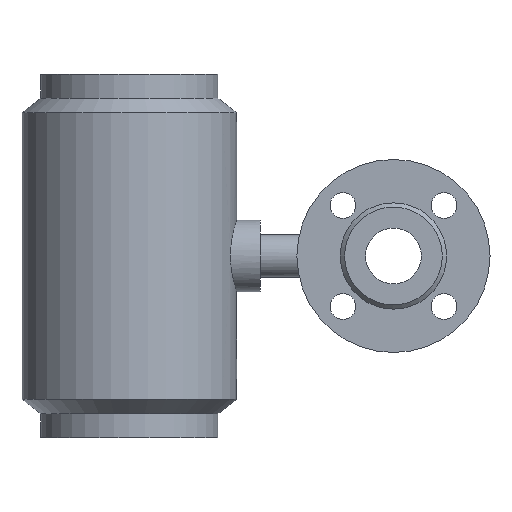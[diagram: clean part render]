
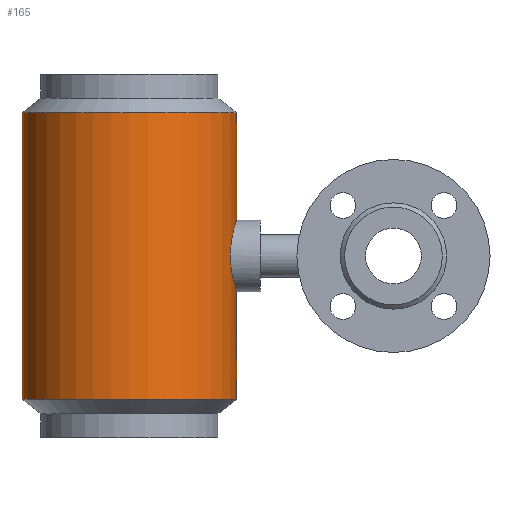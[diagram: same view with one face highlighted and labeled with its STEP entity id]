
A CAD part, left-side view. The second image highlights one B-rep face of the part: STEP entity #165.
In plain terms, the highlighted cylindrical face has radius 75 mm (diameter 150 mm), a full revolution.
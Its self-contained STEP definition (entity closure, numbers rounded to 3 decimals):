
#138=B_SPLINE_CURVE_WITH_KNOTS('',3,(#1186,#1187,#1188,#1189,#1190,#1191,
#1192,#1193,#1194,#1195,#1196,#1197,#1198,#1199,#1200,#1201,#1202,#1203,
#1204,#1205,#1206,#1207,#1208,#1209,#1210,#1211,#1212,#1213,#1214,#1215,
#1216,#1217),.UNSPECIFIED.,.T.,.F.,(2,2,2,2,2,2,2,2,2,2,2,2,2,2,2,2,2,2),
(-0.062,0.,0.063,0.125,0.188,0.25,0.313,0.375,
0.5,0.563,0.625,0.688,0.75,0.813,0.875,0.938,1.,1.063),
 .UNSPECIFIED.);
#139=B_SPLINE_CURVE_WITH_KNOTS('',3,(#1225,#1226,#1227,#1228,#1229,#1230,
#1231,#1232,#1233,#1234,#1235,#1236,#1237,#1238,#1239,#1240),
 .UNSPECIFIED.,.F.,.F.,(4,2,2,2,2,2,2,4),(0.,0.125,0.25,0.375,0.5,0.625,
0.75,1.),.UNSPECIFIED.);
#140=B_SPLINE_CURVE_WITH_KNOTS('',3,(#1244,#1245,#1246,#1247,#1248,#1249,
#1250,#1251,#1252,#1253,#1254,#1255,#1256,#1257,#1258,#1259),
 .UNSPECIFIED.,.F.,.F.,(4,2,2,2,2,2,2,4),(0.,0.125,0.25,0.375,0.5,0.625,
0.75,1.),.UNSPECIFIED.);
#165=ADVANCED_FACE('',(#264,#265,#266,#267),#210,.T.);
#210=CYLINDRICAL_SURFACE('',#782,75.);
#264=FACE_BOUND('',#362,.T.);
#265=FACE_BOUND('',#363,.T.);
#266=FACE_BOUND('',#364,.T.);
#267=FACE_BOUND('',#365,.T.);
#362=EDGE_LOOP('',(#468));
#363=EDGE_LOOP('',(#469));
#364=EDGE_LOOP('',(#470,#471,#472,#473));
#365=EDGE_LOOP('',(#474));
#468=ORIENTED_EDGE('',*,*,#616,.F.);
#469=ORIENTED_EDGE('',*,*,#610,.T.);
#470=ORIENTED_EDGE('',*,*,#647,.F.);
#471=ORIENTED_EDGE('',*,*,#648,.F.);
#472=ORIENTED_EDGE('',*,*,#649,.F.);
#473=ORIENTED_EDGE('',*,*,#650,.F.);
#474=ORIENTED_EDGE('',*,*,#645,.T.);
#552=VERTEX_POINT('',#1071);
#558=VERTEX_POINT('',#1087);
#587=VERTEX_POINT('',#1218);
#589=VERTEX_POINT('',#1223);
#590=VERTEX_POINT('',#1224);
#591=VERTEX_POINT('',#1241);
#592=VERTEX_POINT('',#1243);
#610=EDGE_CURVE('',#552,#552,#670,.T.);
#616=EDGE_CURVE('',#558,#558,#676,.T.);
#645=EDGE_CURVE('',#587,#587,#138,.T.);
#647=EDGE_CURVE('',#589,#590,#705,.T.);
#648=EDGE_CURVE('',#591,#589,#139,.T.);
#649=EDGE_CURVE('',#592,#591,#706,.T.);
#650=EDGE_CURVE('',#590,#592,#140,.T.);
#670=CIRCLE('',#725,75.);
#676=CIRCLE('',#735,75.);
#705=CIRCLE('',#780,75.);
#706=CIRCLE('',#781,75.);
#725=AXIS2_PLACEMENT_3D('',#1070,#835,#836);
#735=AXIS2_PLACEMENT_3D('',#1086,#855,#856);
#780=AXIS2_PLACEMENT_3D('',#1222,#945,#946);
#781=AXIS2_PLACEMENT_3D('',#1242,#947,#948);
#782=AXIS2_PLACEMENT_3D('',#1260,#949,#950);
#835=DIRECTION('',(0.,0.,1.));
#836=DIRECTION('',(1.,0.,0.));
#855=DIRECTION('',(0.,0.,1.));
#856=DIRECTION('',(1.,0.,0.));
#945=DIRECTION('',(0.,0.,1.));
#946=DIRECTION('',(1.,0.,0.));
#947=DIRECTION('',(0.,0.,-1.));
#948=DIRECTION('',(-1.,0.,0.));
#949=DIRECTION('',(0.,0.,-1.));
#950=DIRECTION('',(1.,0.,0.));
#1070=CARTESIAN_POINT('',(0.,184.697,-100.246));
#1071=CARTESIAN_POINT('',(75.,184.697,-100.246));
#1086=CARTESIAN_POINT('',(0.,184.697,100.246));
#1087=CARTESIAN_POINT('',(75.,184.697,100.246));
#1186=CARTESIAN_POINT('',(-3.328,109.697,25.));
#1187=CARTESIAN_POINT('',(3.328,109.697,25.));
#1188=CARTESIAN_POINT('',(6.591,109.925,24.337));
#1189=CARTESIAN_POINT('',(12.635,110.706,21.819));
#1190=CARTESIAN_POINT('',(15.392,111.256,19.964));
#1191=CARTESIAN_POINT('',(19.967,112.365,15.388));
#1192=CARTESIAN_POINT('',(21.823,112.93,12.622));
#1193=CARTESIAN_POINT('',(24.326,113.739,6.62));
#1194=CARTESIAN_POINT('',(24.996,113.985,3.316));
#1195=CARTESIAN_POINT('',(25.004,113.988,-3.256));
#1196=CARTESIAN_POINT('',(24.352,113.748,-6.542));
#1197=CARTESIAN_POINT('',(21.828,112.931,-12.625));
#1198=CARTESIAN_POINT('',(19.988,112.371,-15.364));
#1199=CARTESIAN_POINT('',(13.092,110.697,-22.27));
#1200=CARTESIAN_POINT('',(6.662,109.697,-24.999));
#1201=CARTESIAN_POINT('',(-3.323,109.697,-25.001));
#1202=CARTESIAN_POINT('',(-6.587,109.925,-24.338));
#1203=CARTESIAN_POINT('',(-12.632,110.706,-21.821));
#1204=CARTESIAN_POINT('',(-15.39,111.255,-19.966));
#1205=CARTESIAN_POINT('',(-19.966,112.365,-15.39));
#1206=CARTESIAN_POINT('',(-21.823,112.93,-12.623));
#1207=CARTESIAN_POINT('',(-24.326,113.739,-6.621));
#1208=CARTESIAN_POINT('',(-24.996,113.985,-3.317));
#1209=CARTESIAN_POINT('',(-25.004,113.988,3.257));
#1210=CARTESIAN_POINT('',(-24.352,113.748,6.543));
#1211=CARTESIAN_POINT('',(-21.827,112.931,12.627));
#1212=CARTESIAN_POINT('',(-19.987,112.37,15.366));
#1213=CARTESIAN_POINT('',(-15.388,111.254,19.97));
#1214=CARTESIAN_POINT('',(-12.634,110.706,21.818));
#1215=CARTESIAN_POINT('',(-6.616,109.928,24.328));
#1216=CARTESIAN_POINT('',(-3.328,109.697,25.));
#1217=CARTESIAN_POINT('',(3.328,109.697,25.));
#1218=CARTESIAN_POINT('',(0.,109.697,25.));
#1222=CARTESIAN_POINT('',(0.,184.697,34.5));
#1223=CARTESIAN_POINT('',(72.284,164.697,34.5));
#1224=CARTESIAN_POINT('',(72.284,204.697,34.5));
#1225=CARTESIAN_POINT('',(72.284,164.697,69.5));
#1226=CARTESIAN_POINT('',(71.643,162.381,69.5));
#1227=CARTESIAN_POINT('',(70.905,160.152,69.049));
#1228=CARTESIAN_POINT('',(69.321,155.981,67.341));
#1229=CARTESIAN_POINT('',(68.492,154.086,66.097));
#1230=CARTESIAN_POINT('',(66.96,150.865,62.954));
#1231=CARTESIAN_POINT('',(66.256,149.537,61.044));
#1232=CARTESIAN_POINT('',(65.252,147.707,56.792));
#1233=CARTESIAN_POINT('',(64.955,147.203,54.411));
#1234=CARTESIAN_POINT('',(64.949,147.191,49.674));
#1235=CARTESIAN_POINT('',(65.238,147.682,47.29));
#1236=CARTESIAN_POINT('',(66.244,149.513,42.991));
#1237=CARTESIAN_POINT('',(66.948,150.841,41.074));
#1238=CARTESIAN_POINT('',(69.256,155.69,36.329));
#1239=CARTESIAN_POINT('',(71.002,160.062,34.5));
#1240=CARTESIAN_POINT('',(72.284,164.697,34.5));
#1241=CARTESIAN_POINT('',(72.284,164.697,69.5));
#1242=CARTESIAN_POINT('',(0.,184.697,69.5));
#1243=CARTESIAN_POINT('',(72.284,204.697,69.5));
#1244=CARTESIAN_POINT('',(72.284,204.697,34.5));
#1245=CARTESIAN_POINT('',(71.643,207.013,34.5));
#1246=CARTESIAN_POINT('',(70.905,209.242,34.951));
#1247=CARTESIAN_POINT('',(69.321,213.413,36.659));
#1248=CARTESIAN_POINT('',(68.492,215.308,37.903));
#1249=CARTESIAN_POINT('',(66.96,218.529,41.046));
#1250=CARTESIAN_POINT('',(66.256,219.857,42.956));
#1251=CARTESIAN_POINT('',(65.252,221.687,47.208));
#1252=CARTESIAN_POINT('',(64.955,222.191,49.589));
#1253=CARTESIAN_POINT('',(64.949,222.203,54.326));
#1254=CARTESIAN_POINT('',(65.238,221.712,56.71));
#1255=CARTESIAN_POINT('',(66.244,219.881,61.009));
#1256=CARTESIAN_POINT('',(66.948,218.553,62.926));
#1257=CARTESIAN_POINT('',(69.256,213.704,67.671));
#1258=CARTESIAN_POINT('',(71.002,209.332,69.5));
#1259=CARTESIAN_POINT('',(72.284,204.697,69.5));
#1260=CARTESIAN_POINT('',(0.,184.697,127.));
